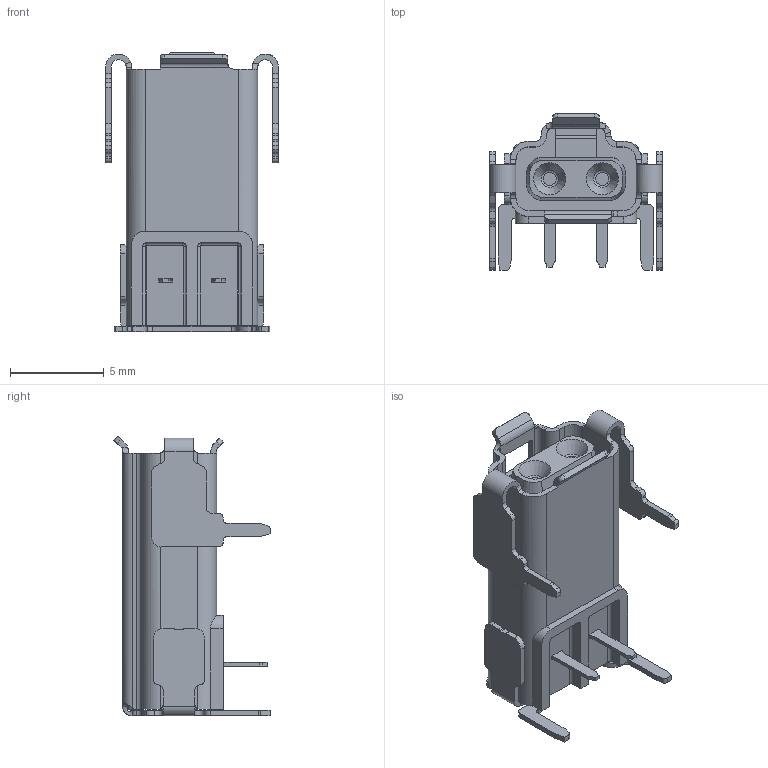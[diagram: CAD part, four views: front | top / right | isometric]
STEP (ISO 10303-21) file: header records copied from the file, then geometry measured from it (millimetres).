
FILE_DESCRIPTION(/* description */ (''),/* implementation_level */ '2;1');
FILE_NAME(/* name */ '100819710ugm000_c.stp',/* time_stamp */ '2020-03-02T10:53:06+01:00',/* author */ (''),/* organization */ (''),/* preprocessor_version */ 'ST-DEVELOPER v16.7',/* originating_system */ 'SIEMENS PLM Software NX 12.0',/* authorisation */ '');
FILE_SCHEMA (('AUTOMOTIVE_DESIGN { 1 0 10303 214 3 1 1 1 }'));
Length unit declared in the file: millimetre
Products named in the file (1): 100819710ugm000_c
Bounding box: 9.2 x 8.32 x 14.9 mm (x, y, z)
Volume: 363.5 mm3; surface area: 806 mm2
Topology: 1 solids, 1 shells, 447 faces, 1236 edges, 809 vertices
Faces by surface type: plane 222, cylinder 157, bspline 49, extrusion 11, cone 6, torus 2
Full cylindrical faces by diameter (mm): 0.147 x1, 0.22 x1
Entity records: 19116 total; most frequent: CARTESIAN_POINT 7163, ORIENTED_EDGE 2512, DIRECTION 2140, EDGE_CURVE 1256, VERTEX_POINT 838, VECTOR 738, LINE 727, AXIS2_PLACEMENT_3D 701
